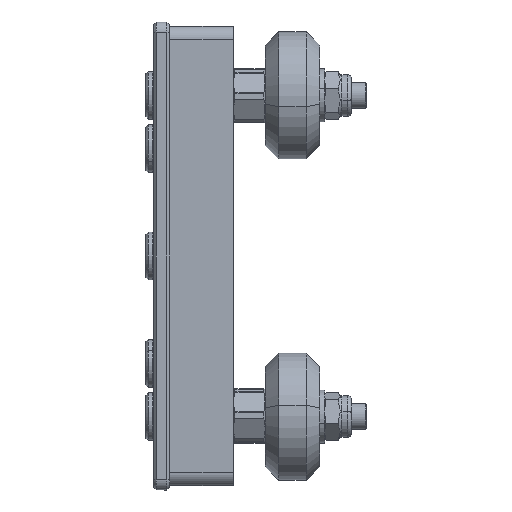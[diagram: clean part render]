
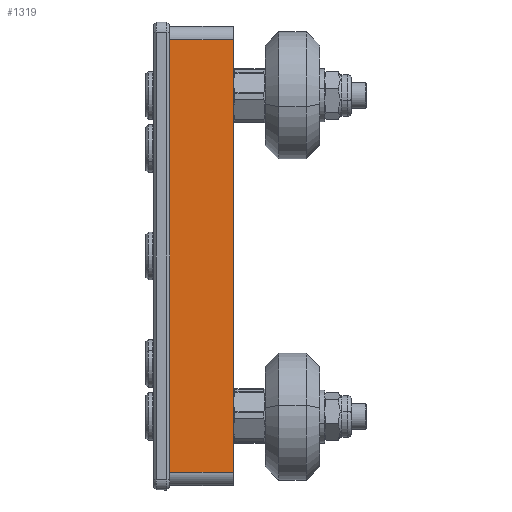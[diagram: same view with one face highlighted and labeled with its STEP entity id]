
A CAD part, left-side view. The second image highlights one B-rep face of the part: STEP entity #1319.
In plain terms, the highlighted face is planar.
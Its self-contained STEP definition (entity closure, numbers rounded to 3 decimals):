
#1319 = ADVANCED_FACE ( 'NONE', ( #21288 ), #8563, .F. ) ;
#1481 = CARTESIAN_POINT ( 'NONE',  ( -40.7, 10., 12. ) ) ;
#1752 = CARTESIAN_POINT ( 'NONE',  ( -40.7, 10., 12. ) ) ;
#2903 = VERTEX_POINT ( 'NONE', #6014 ) ;
#3972 = DIRECTION ( 'NONE',  ( 0., 0., -1. ) ) ;
#3990 = LINE ( 'NONE', #8316, #20984 ) ;
#4508 = VECTOR ( 'NONE', #21144, 1000. ) ;
#4739 = EDGE_LOOP ( 'NONE', ( #11386, #16943, #15747, #5079 ) ) ;
#5079 = ORIENTED_EDGE ( 'NONE', *, *, #15908, .T. ) ;
#6014 = CARTESIAN_POINT ( 'NONE',  ( 40.7, 10., 12. ) ) ;
#6922 = EDGE_CURVE ( 'NONE', #2903, #18901, #10515, .T. ) ;
#8275 = CARTESIAN_POINT ( 'NONE',  ( -40.7, 10., 12. ) ) ;
#8316 = CARTESIAN_POINT ( 'NONE',  ( -40.7, 10., 0. ) ) ;
#8563 = PLANE ( 'NONE',  #10693 ) ;
#10515 = LINE ( 'NONE', #12751, #4508 ) ;
#10643 = VECTOR ( 'NONE', #27486, 1000. ) ;
#10693 = AXIS2_PLACEMENT_3D ( 'NONE', #8275, #25412, #23571 ) ;
#10847 = LINE ( 'NONE', #1752, #16904 ) ;
#11386 = ORIENTED_EDGE ( 'NONE', *, *, #25226, .T. ) ;
#12751 = CARTESIAN_POINT ( 'NONE',  ( -40.7, 10., 12. ) ) ;
#14150 = LINE ( 'NONE', #23263, #10643 ) ;
#14232 = CARTESIAN_POINT ( 'NONE',  ( 40.7, 10., 0. ) ) ;
#15656 = EDGE_CURVE ( 'NONE', #18901, #23152, #10847, .T. ) ;
#15747 = ORIENTED_EDGE ( 'NONE', *, *, #6922, .F. ) ;
#15908 = EDGE_CURVE ( 'NONE', #2903, #23906, #14150, .T. ) ;
#16904 = VECTOR ( 'NONE', #3972, 1000. ) ;
#16943 = ORIENTED_EDGE ( 'NONE', *, *, #15656, .F. ) ;
#18901 = VERTEX_POINT ( 'NONE', #1481 ) ;
#20984 = VECTOR ( 'NONE', #27697, 1000. ) ;
#21083 = CARTESIAN_POINT ( 'NONE',  ( -40.7, 10., 0. ) ) ;
#21144 = DIRECTION ( 'NONE',  ( -1., 0., 0. ) ) ;
#21288 = FACE_OUTER_BOUND ( 'NONE', #4739, .T. ) ;
#23152 = VERTEX_POINT ( 'NONE', #21083 ) ;
#23263 = CARTESIAN_POINT ( 'NONE',  ( 40.7, 10., 12. ) ) ;
#23571 = DIRECTION ( 'NONE',  ( 0., 0., -1. ) ) ;
#23906 = VERTEX_POINT ( 'NONE', #14232 ) ;
#25226 = EDGE_CURVE ( 'NONE', #23906, #23152, #3990, .T. ) ;
#25412 = DIRECTION ( 'NONE',  ( 0., -1., 0. ) ) ;
#27486 = DIRECTION ( 'NONE',  ( 0., 0., -1. ) ) ;
#27697 = DIRECTION ( 'NONE',  ( -1., 0., 0. ) ) ;
